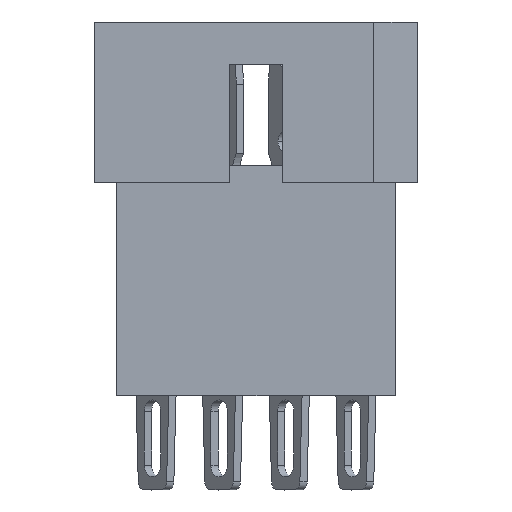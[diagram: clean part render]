
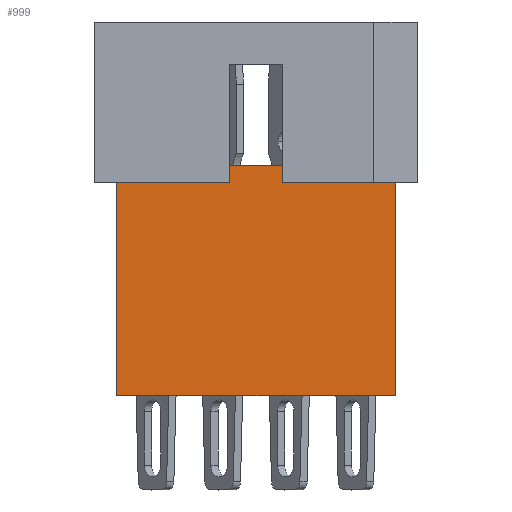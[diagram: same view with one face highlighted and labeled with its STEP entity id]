
A CAD part, top view. The second image highlights one B-rep face of the part: STEP entity #999.
In plain terms, the highlighted planar face has unit normal (0, 0, 1).
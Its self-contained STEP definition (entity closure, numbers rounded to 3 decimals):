
#110 = VECTOR ( 'NONE', #3327, 1000. ) ;
#205 = EDGE_LOOP ( 'NONE', ( #5107, #6388, #5885, #1835, #3782, #5988, #4775, #4989 ) ) ;
#373 = DIRECTION ( 'NONE',  ( 0., 1., 0. ) ) ;
#653 = LINE ( 'NONE', #2915, #1472 ) ;
#797 = CARTESIAN_POINT ( 'NONE',  ( 4.343, 1.016, 2.54 ) ) ;
#982 = VERTEX_POINT ( 'NONE', #6565 ) ;
#999 = ADVANCED_FACE ( 'NONE', ( #5237 ), #5387, .T. ) ;
#1472 = VECTOR ( 'NONE', #4108, 1000. ) ;
#1508 = CARTESIAN_POINT ( 'NONE',  ( -2.324, -12.7, 2.54 ) ) ;
#1733 = CARTESIAN_POINT ( 'NONE',  ( 14.211, 0., 2.54 ) ) ;
#1830 = EDGE_CURVE ( 'NONE', #5962, #1866, #6497, .T. ) ;
#1835 = ORIENTED_EDGE ( 'NONE', *, *, #2398, .T. ) ;
#1866 = VERTEX_POINT ( 'NONE', #7106 ) ;
#2068 = VERTEX_POINT ( 'NONE', #5508 ) ;
#2082 = EDGE_CURVE ( 'NONE', #982, #2068, #7241, .T. ) ;
#2333 = DIRECTION ( 'NONE',  ( 0., -1., 0. ) ) ;
#2381 = CARTESIAN_POINT ( 'NONE',  ( -2.324, 0., 2.54 ) ) ;
#2398 = EDGE_CURVE ( 'NONE', #7109, #6938, #4224, .T. ) ;
#2450 = DIRECTION ( 'NONE',  ( 0., 0., 1. ) ) ;
#2461 = EDGE_CURVE ( 'NONE', #3890, #6938, #6966, .T. ) ;
#2520 = DIRECTION ( 'NONE',  ( 1., 0., 0. ) ) ;
#2745 = CARTESIAN_POINT ( 'NONE',  ( 0., 1.016, 2.54 ) ) ;
#2915 = CARTESIAN_POINT ( 'NONE',  ( -2.324, -12.7, 2.54 ) ) ;
#3242 = CARTESIAN_POINT ( 'NONE',  ( 7.544, 0., 2.54 ) ) ;
#3327 = DIRECTION ( 'NONE',  ( 0., 1., 0. ) ) ;
#3340 = CARTESIAN_POINT ( 'NONE',  ( 7.544, 1.016, 2.54 ) ) ;
#3404 = AXIS2_PLACEMENT_3D ( 'NONE', #4198, #2450, #6480 ) ;
#3782 = ORIENTED_EDGE ( 'NONE', *, *, #2461, .F. ) ;
#3835 = LINE ( 'NONE', #6779, #5758 ) ;
#3890 = VERTEX_POINT ( 'NONE', #3242 ) ;
#4108 = DIRECTION ( 'NONE',  ( 1., 0., 0. ) ) ;
#4185 = CARTESIAN_POINT ( 'NONE',  ( 14.211, -12.7, 2.54 ) ) ;
#4186 = EDGE_CURVE ( 'NONE', #2068, #1866, #5594, .T. ) ;
#4198 = CARTESIAN_POINT ( 'NONE',  ( -2.324, -12.7, 2.54 ) ) ;
#4224 = LINE ( 'NONE', #4185, #7145 ) ;
#4397 = VECTOR ( 'NONE', #4914, 1000. ) ;
#4735 = VECTOR ( 'NONE', #5649, 1000. ) ;
#4775 = ORIENTED_EDGE ( 'NONE', *, *, #7104, .F. ) ;
#4914 = DIRECTION ( 'NONE',  ( 1., 0., 0. ) ) ;
#4944 = VECTOR ( 'NONE', #2333, 1000. ) ;
#4989 = ORIENTED_EDGE ( 'NONE', *, *, #1830, .T. ) ;
#5107 = ORIENTED_EDGE ( 'NONE', *, *, #4186, .F. ) ;
#5237 = FACE_OUTER_BOUND ( 'NONE', #205, .T. ) ;
#5387 = PLANE ( 'NONE',  #3404 ) ;
#5508 = CARTESIAN_POINT ( 'NONE',  ( -2.324, 0., 2.54 ) ) ;
#5594 = LINE ( 'NONE', #2381, #5882 ) ;
#5649 = DIRECTION ( 'NONE',  ( 1., 0., 0. ) ) ;
#5719 = EDGE_CURVE ( 'NONE', #982, #7109, #653, .T. ) ;
#5758 = VECTOR ( 'NONE', #373, 1000. ) ;
#5829 = CARTESIAN_POINT ( 'NONE',  ( 4.343, 6.985, 2.54 ) ) ;
#5882 = VECTOR ( 'NONE', #2520, 1000. ) ;
#5885 = ORIENTED_EDGE ( 'NONE', *, *, #5719, .T. ) ;
#5962 = VERTEX_POINT ( 'NONE', #797 ) ;
#5988 = ORIENTED_EDGE ( 'NONE', *, *, #6196, .T. ) ;
#6022 = LINE ( 'NONE', #2745, #4735 ) ;
#6196 = EDGE_CURVE ( 'NONE', #3890, #7168, #3835, .T. ) ;
#6388 = ORIENTED_EDGE ( 'NONE', *, *, #2082, .F. ) ;
#6480 = DIRECTION ( 'NONE',  ( 1., 0., 0. ) ) ;
#6497 = LINE ( 'NONE', #5829, #4944 ) ;
#6528 = DIRECTION ( 'NONE',  ( 0., 1., 0. ) ) ;
#6565 = CARTESIAN_POINT ( 'NONE',  ( -2.324, -12.7, 2.54 ) ) ;
#6681 = CARTESIAN_POINT ( 'NONE',  ( -2.324, 0., 2.54 ) ) ;
#6779 = CARTESIAN_POINT ( 'NONE',  ( 7.544, 6.985, 2.54 ) ) ;
#6938 = VERTEX_POINT ( 'NONE', #1733 ) ;
#6966 = LINE ( 'NONE', #6681, #4397 ) ;
#7104 = EDGE_CURVE ( 'NONE', #5962, #7168, #6022, .T. ) ;
#7106 = CARTESIAN_POINT ( 'NONE',  ( 4.343, 0., 2.54 ) ) ;
#7109 = VERTEX_POINT ( 'NONE', #7409 ) ;
#7145 = VECTOR ( 'NONE', #6528, 1000. ) ;
#7168 = VERTEX_POINT ( 'NONE', #3340 ) ;
#7241 = LINE ( 'NONE', #1508, #110 ) ;
#7409 = CARTESIAN_POINT ( 'NONE',  ( 14.211, -12.7, 2.54 ) ) ;
